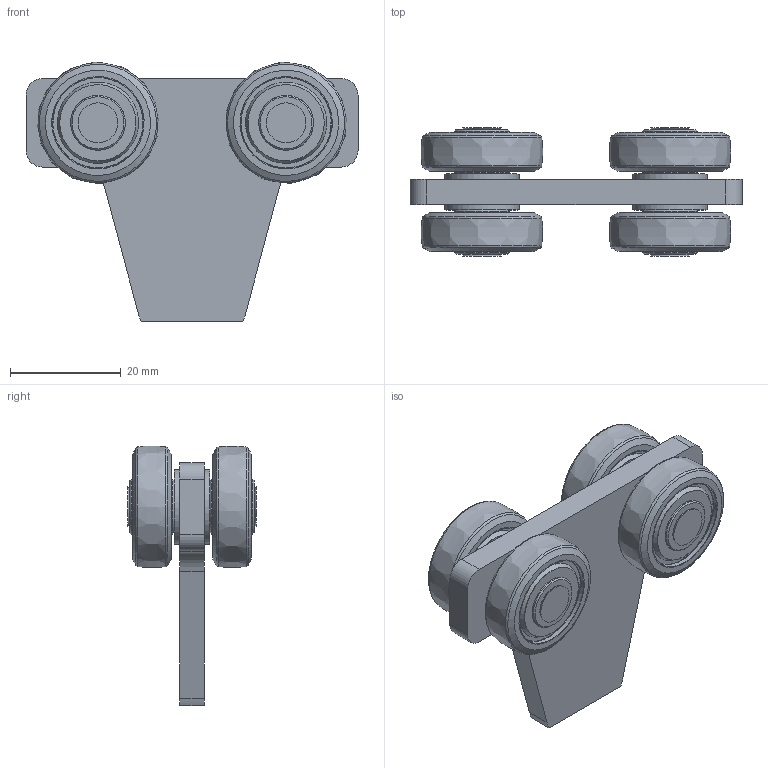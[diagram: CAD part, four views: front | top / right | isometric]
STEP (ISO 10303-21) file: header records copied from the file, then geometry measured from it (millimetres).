
FILE_DESCRIPTION(('STEP AP214'),'1');
FILE_NAME('PMH Åkvagn 1110S.stp','2013-08-16T11:35:58',(' '),(' '),'Spatial InterOp 3D',' ',' ');
FILE_SCHEMA(('automotive_design'));
Length unit declared in the file: millimetre
Products named in the file (12): PMH Kabelskena akvagn 1110S; NAUO22; NAUO23; NAUO12; NAUO11; NAUO7; NAUO4; NAUO2; NAUO1; NAUO15; NAUO14
Assembly tree (24 placements, depth 3):
  PMH Kabelskena akvagn 1110S
    NAUO22  x4
    NAUO23  x4
      NAUO12
      NAUO11
      NAUO11
      NAUO7
      NAUO4
      NAUO2
    NAUO1
      NAUO15
      NAUO14  x2
Bounding box: 60 x 23.2 x 46.98 mm (x, y, z)
Volume: 16355 mm3; surface area: 18125.9 mm2
Topology: 55 solids, 55 shells, 310 faces, 582 edges, 354 vertices
Faces by surface type: plane 90, cylinder 88, cone 56, torus 44, sphere 28, bspline 4
Full cylindrical faces by diameter (mm): 6 x6, 6.2 x6, 9.9 x16, 11.48 x8, 11.88 x4, 13.5 x4, 14.82 x4, 15.08 x8, 16.4 x8, 16.7 x16
Entity records: 3128 total; most frequent: DIRECTION 436, CARTESIAN_POINT 365, ORIENTED_EDGE 238, AXIS2_PLACEMENT_3D 202, EDGE_LOOP 160, FACE_OUTER_BOUND 122, EDGE_CURVE 119, VERTEX_POINT 103
